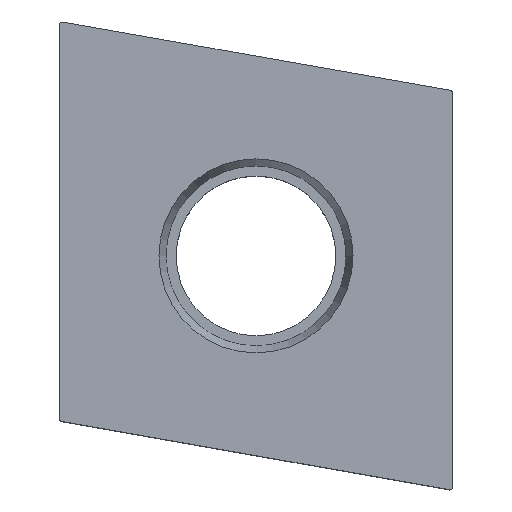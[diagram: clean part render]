
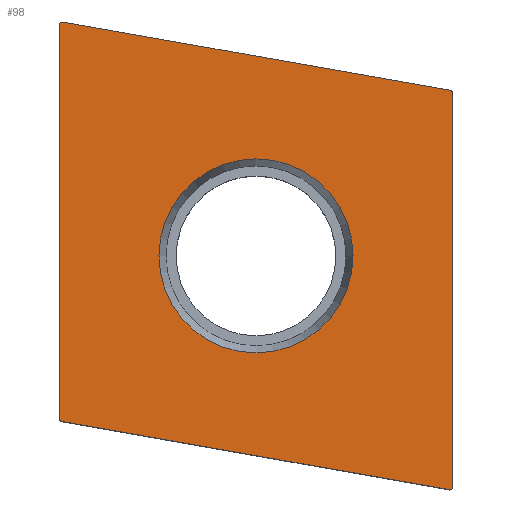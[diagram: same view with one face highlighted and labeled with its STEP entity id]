
A CAD part, top view. The second image highlights one B-rep face of the part: STEP entity #98.
In plain terms, the highlighted planar face has unit normal (0, 0, 1).
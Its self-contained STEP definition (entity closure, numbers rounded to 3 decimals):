
#43=PLANE('',#324);
#56=LINE('',#467,#72);
#61=LINE('',#485,#77);
#65=LINE('',#503,#81);
#68=LINE('',#512,#84);
#72=VECTOR('',#341,1.);
#77=VECTOR('',#360,1.);
#81=VECTOR('',#380,1.);
#84=VECTOR('',#391,1.);
#98=ADVANCED_FACE('',(#115,#116),#43,.F.);
#115=FACE_BOUND('',#137,.T.);
#116=FACE_BOUND('',#138,.T.);
#137=EDGE_LOOP('',(#183));
#138=EDGE_LOOP('',(#184,#185,#186,#187,#188,#189,#190,#191));
#183=ORIENTED_EDGE('',*,*,#242,.T.);
#184=ORIENTED_EDGE('',*,*,#234,.F.);
#185=ORIENTED_EDGE('',*,*,#250,.F.);
#186=ORIENTED_EDGE('',*,*,#247,.T.);
#187=ORIENTED_EDGE('',*,*,#245,.F.);
#188=ORIENTED_EDGE('',*,*,#240,.F.);
#189=ORIENTED_EDGE('',*,*,#237,.F.);
#190=ORIENTED_EDGE('',*,*,#230,.T.);
#191=ORIENTED_EDGE('',*,*,#228,.F.);
#203=VERTEX_POINT('',#461);
#206=VERTEX_POINT('',#466);
#208=VERTEX_POINT('',#472);
#210=VERTEX_POINT('',#478);
#211=VERTEX_POINT('',#482);
#213=VERTEX_POINT('',#488);
#216=VERTEX_POINT('',#497);
#217=VERTEX_POINT('',#500);
#220=VERTEX_POINT('',#508);
#228=EDGE_CURVE('',#206,#203,#56,.T.);
#230=EDGE_CURVE('',#208,#203,#256,.T.);
#234=EDGE_CURVE('',#210,#206,#258,.T.);
#237=EDGE_CURVE('',#208,#211,#61,.T.);
#240=EDGE_CURVE('',#211,#213,#260,.T.);
#242=EDGE_CURVE('',#216,#216,#262,.T.);
#245=EDGE_CURVE('',#213,#217,#65,.T.);
#247=EDGE_CURVE('',#220,#217,#264,.T.);
#250=EDGE_CURVE('',#220,#210,#68,.T.);
#256=CIRCLE('',#302,0.099);
#258=CIRCLE('',#305,0.099);
#260=CIRCLE('',#309,0.099);
#262=CIRCLE('',#313,3.132);
#264=CIRCLE('',#317,0.099);
#302=AXIS2_PLACEMENT_3D('',#471,#346,#347);
#305=AXIS2_PLACEMENT_3D('',#479,#354,#355);
#309=AXIS2_PLACEMENT_3D('',#491,#366,#367);
#313=AXIS2_PLACEMENT_3D('',#496,#374,#375);
#317=AXIS2_PLACEMENT_3D('',#507,#385,#386);
#324=AXIS2_PLACEMENT_3D('',#520,#402,#403);
#341=DIRECTION('',(0.,1.,0.));
#346=DIRECTION('',(0.,0.,1.));
#347=DIRECTION('',(-1.,0.,0.));
#354=DIRECTION('',(0.,0.,-1.));
#355=DIRECTION('',(-1.,0.,0.));
#360=DIRECTION('',(0.985,-0.174,0.));
#366=DIRECTION('',(0.,0.,-1.));
#367=DIRECTION('',(-1.,0.,0.));
#374=DIRECTION('',(0.,0.,-1.));
#375=DIRECTION('',(-1.,0.,0.));
#380=DIRECTION('',(0.,-1.,0.));
#385=DIRECTION('',(0.,0.,1.));
#386=DIRECTION('',(-1.,0.,0.));
#391=DIRECTION('',(-0.985,0.174,0.));
#402=DIRECTION('',(0.,0.,-1.));
#403=DIRECTION('',(-1.,0.,0.));
#461=CARTESIAN_POINT('',(-6.35,7.449,0.));
#466=CARTESIAN_POINT('',(-6.35,-5.245,0.));
#467=CARTESIAN_POINT('',(-6.35,-7.722,0.));
#471=CARTESIAN_POINT('',(-6.251,7.449,0.));
#472=CARTESIAN_POINT('',(-6.234,7.547,0.));
#478=CARTESIAN_POINT('',(-6.268,-5.343,0.));
#479=CARTESIAN_POINT('',(-6.251,-5.245,0.));
#482=CARTESIAN_POINT('',(6.268,5.343,0.));
#485=CARTESIAN_POINT('',(8.707,4.913,0.));
#488=CARTESIAN_POINT('',(6.35,5.245,0.));
#491=CARTESIAN_POINT('',(6.251,5.245,0.));
#496=CARTESIAN_POINT('',(0.,0.,0.));
#497=CARTESIAN_POINT('',(-3.132,0.,0.));
#500=CARTESIAN_POINT('',(6.35,-7.449,0.));
#503=CARTESIAN_POINT('',(6.35,7.722,0.));
#507=CARTESIAN_POINT('',(6.251,-7.449,0.));
#508=CARTESIAN_POINT('',(6.234,-7.547,0.));
#512=CARTESIAN_POINT('',(-8.707,-4.913,0.));
#520=CARTESIAN_POINT('',(0.,0.,0.));
